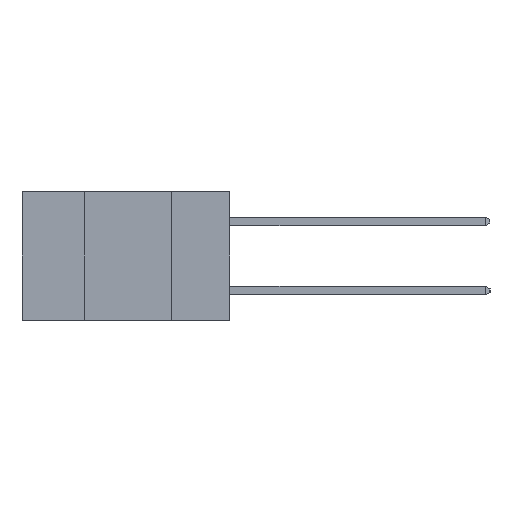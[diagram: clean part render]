
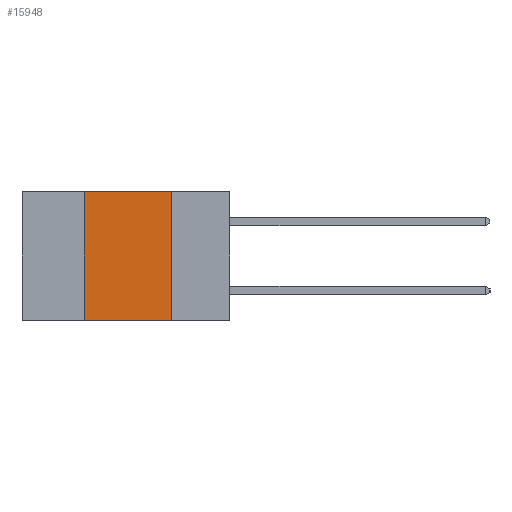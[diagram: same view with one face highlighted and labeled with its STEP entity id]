
A CAD part, left-side view. The second image highlights one B-rep face of the part: STEP entity #15948.
In plain terms, the highlighted planar face has unit normal (-1, 0, 0).
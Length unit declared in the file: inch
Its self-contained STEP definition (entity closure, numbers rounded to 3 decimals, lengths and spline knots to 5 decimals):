
#205 = VECTOR ( 'NONE', #6983, 39.37008 ) ;
#307 = CARTESIAN_POINT ( 'NONE',  ( 0., 0.17, 0. ) ) ;
#975 = AXIS2_PLACEMENT_3D ( 'NONE', #14181, #6716, #15457 ) ;
#1615 = EDGE_LOOP ( 'NONE', ( #5861, #7618, #11739, #9361 ) ) ;
#1662 = VERTEX_POINT ( 'NONE', #10726 ) ;
#2884 = LINE ( 'NONE', #8849, #16177 ) ;
#2909 = CARTESIAN_POINT ( 'NONE',  ( 0., 0.42, 0. ) ) ;
#3384 = EDGE_CURVE ( 'NONE', #3742, #7259, #13653, .T. ) ;
#3462 = EDGE_CURVE ( 'NONE', #1662, #7259, #2884, .T. ) ;
#3687 = VECTOR ( 'NONE', #13196, 39.37008 ) ;
#3742 = VERTEX_POINT ( 'NONE', #307 ) ;
#4200 = PLANE ( 'NONE',  #975 ) ;
#5461 = EDGE_CURVE ( 'NONE', #1662, #12233, #13610, .T. ) ;
#5861 = ORIENTED_EDGE ( 'NONE', *, *, #3384, .F. ) ;
#6716 = DIRECTION ( 'NONE',  ( 1., 0., 0. ) ) ;
#6983 = DIRECTION ( 'NONE',  ( 0., -1., 0. ) ) ;
#7023 = CARTESIAN_POINT ( 'NONE',  ( 0., 0.6, 0. ) ) ;
#7259 = VERTEX_POINT ( 'NONE', #12543 ) ;
#7618 = ORIENTED_EDGE ( 'NONE', *, *, #7670, .F. ) ;
#7670 = EDGE_CURVE ( 'NONE', #12233, #3742, #12765, .T. ) ;
#8380 = DIRECTION ( 'NONE',  ( 0., -1., 0. ) ) ;
#8398 = CARTESIAN_POINT ( 'NONE',  ( 0., 0.42, -0.37 ) ) ;
#8849 = CARTESIAN_POINT ( 'NONE',  ( 0., 0.6, -0.37 ) ) ;
#8885 = DIRECTION ( 'NONE',  ( 0., 0., 1. ) ) ;
#9361 = ORIENTED_EDGE ( 'NONE', *, *, #3462, .T. ) ;
#10307 = VECTOR ( 'NONE', #8885, 39.37008 ) ;
#10726 = CARTESIAN_POINT ( 'NONE',  ( 0., 0.42, -0.37 ) ) ;
#11739 = ORIENTED_EDGE ( 'NONE', *, *, #5461, .F. ) ;
#12233 = VERTEX_POINT ( 'NONE', #2909 ) ;
#12476 = FACE_OUTER_BOUND ( 'NONE', #1615, .T. ) ;
#12543 = CARTESIAN_POINT ( 'NONE',  ( 0., 0.17, -0.37 ) ) ;
#12765 = LINE ( 'NONE', #7023, #205 ) ;
#13123 = CARTESIAN_POINT ( 'NONE',  ( 0., 0.17, -0.37 ) ) ;
#13196 = DIRECTION ( 'NONE',  ( 0., 0., -1. ) ) ;
#13610 = LINE ( 'NONE', #8398, #10307 ) ;
#13653 = LINE ( 'NONE', #13123, #3687 ) ;
#14181 = CARTESIAN_POINT ( 'NONE',  ( 0., 0.6, 0. ) ) ;
#15457 = DIRECTION ( 'NONE',  ( 0., 0., -1. ) ) ;
#15948 = ADVANCED_FACE ( 'NONE', ( #12476 ), #4200, .F. ) ;
#16177 = VECTOR ( 'NONE', #8380, 39.37008 ) ;
